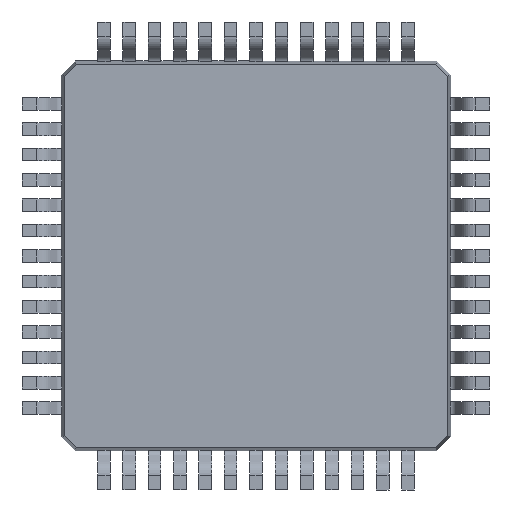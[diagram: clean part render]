
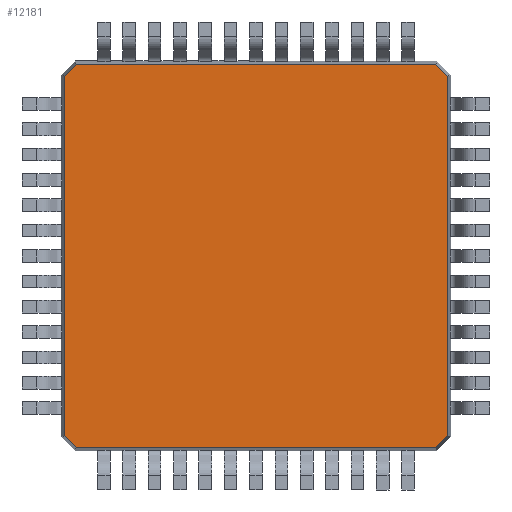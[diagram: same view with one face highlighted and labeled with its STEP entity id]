
A CAD part, front view. The second image highlights one B-rep face of the part: STEP entity #12181.
In plain terms, the highlighted planar face has unit normal (0, -1, 0).
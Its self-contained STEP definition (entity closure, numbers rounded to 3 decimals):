
#2267 = VERTEX_POINT ( 'NONE', #9219 ) ;
#2268 = VERTEX_POINT ( 'NONE', #9217 ) ;
#2284 = EDGE_CURVE ( 'NONE', #2267, #2268, #9306, .T. ) ;
#4964 = VERTEX_POINT ( 'NONE', #11019 ) ;
#4967 = EDGE_CURVE ( 'NONE', #4964, #4968, #11015, .T. ) ;
#4968 = VERTEX_POINT ( 'NONE', #11009 ) ;
#9217 = CARTESIAN_POINT ( 'NONE',  ( 4.603, 0.2, 4.912 ) ) ;
#9219 = CARTESIAN_POINT ( 'NONE',  ( -4.603, 0.2, 4.912 ) ) ;
#9301 = DIRECTION ( 'NONE',  ( 1., 0., 0. ) ) ;
#9303 = VECTOR ( 'NONE', #9301, 1000. ) ;
#9304 = CARTESIAN_POINT ( 'NONE',  ( -4.64, 0.2, 4.912 ) ) ;
#9306 = LINE ( 'NONE', #9304, #9303 ) ;
#11009 = CARTESIAN_POINT ( 'NONE',  ( -4.912, 0.2, 4.603 ) ) ;
#11011 = DIRECTION ( 'NONE',  ( 0., 0., 1. ) ) ;
#11012 = VECTOR ( 'NONE', #11011, 1000. ) ;
#11013 = CARTESIAN_POINT ( 'NONE',  ( -4.912, 0.2, 4.64 ) ) ;
#11015 = LINE ( 'NONE', #11013, #11012 ) ;
#11019 = CARTESIAN_POINT ( 'NONE',  ( -4.912, 0.2, -4.603 ) ) ;
#11433 = VERTEX_POINT ( 'NONE', #24678 ) ;
#11546 = EDGE_CURVE ( 'NONE', #11433, #11548, #24797, .T. ) ;
#11548 = VERTEX_POINT ( 'NONE', #24855 ) ;
#12009 = VERTEX_POINT ( 'NONE', #25266 ) ;
#12012 = EDGE_CURVE ( 'NONE', #12009, #12018, #25265, .T. ) ;
#12018 = VERTEX_POINT ( 'NONE', #25320 ) ;
#12022 = EDGE_CURVE ( 'NONE', #12018, #4964, #25319, .T. ) ;
#12178 = EDGE_CURVE ( 'NONE', #4968, #2267, #25462, .T. ) ;
#12181 = ADVANCED_FACE ( 'NONE', ( #25458 ), #25456, .T. ) ;
#12182 = EDGE_LOOP ( 'NONE', ( #12292, #12294, #12296, #12297, #12298, #12299, #12301, #12302 ) ) ;
#12192 = EDGE_CURVE ( 'NONE', #11548, #12009, #25448, .T. ) ;
#12292 = ORIENTED_EDGE ( 'NONE', *, *, #4967, .F. ) ;
#12294 = ORIENTED_EDGE ( 'NONE', *, *, #12022, .F. ) ;
#12296 = ORIENTED_EDGE ( 'NONE', *, *, #12012, .F. ) ;
#12297 = ORIENTED_EDGE ( 'NONE', *, *, #12192, .F. ) ;
#12298 = ORIENTED_EDGE ( 'NONE', *, *, #11546, .F. ) ;
#12299 = ORIENTED_EDGE ( 'NONE', *, *, #12310, .F. ) ;
#12301 = ORIENTED_EDGE ( 'NONE', *, *, #2284, .F. ) ;
#12302 = ORIENTED_EDGE ( 'NONE', *, *, #12178, .F. ) ;
#12310 = EDGE_CURVE ( 'NONE', #2268, #11433, #25596, .T. ) ;
#24678 = CARTESIAN_POINT ( 'NONE',  ( 4.912, 0.2, 4.603 ) ) ;
#24795 = VECTOR ( 'NONE', #24856, 1000. ) ;
#24796 = CARTESIAN_POINT ( 'NONE',  ( 4.912, 0.2, 4.64 ) ) ;
#24797 = LINE ( 'NONE', #24796, #24795 ) ;
#24855 = CARTESIAN_POINT ( 'NONE',  ( 4.912, 0.2, -4.603 ) ) ;
#24856 = DIRECTION ( 'NONE',  ( 0., 0., -1. ) ) ;
#25262 = DIRECTION ( 'NONE',  ( -1., 0., 0. ) ) ;
#25263 = VECTOR ( 'NONE', #25262, 1000. ) ;
#25264 = CARTESIAN_POINT ( 'NONE',  ( -4.64, 0.2, -4.912 ) ) ;
#25265 = LINE ( 'NONE', #25264, #25263 ) ;
#25266 = CARTESIAN_POINT ( 'NONE',  ( 4.603, 0.2, -4.912 ) ) ;
#25316 = DIRECTION ( 'NONE',  ( -0.707, 0., 0.707 ) ) ;
#25317 = VECTOR ( 'NONE', #25316, 1000. ) ;
#25318 = CARTESIAN_POINT ( 'NONE',  ( -4.938, 0.2, -4.578 ) ) ;
#25319 = LINE ( 'NONE', #25318, #25317 ) ;
#25320 = CARTESIAN_POINT ( 'NONE',  ( -4.603, 0.2, -4.912 ) ) ;
#25446 = VECTOR ( 'NONE', #25508, 1000. ) ;
#25447 = CARTESIAN_POINT ( 'NONE',  ( 4.578, 0.2, -4.938 ) ) ;
#25448 = LINE ( 'NONE', #25447, #25446 ) ;
#25452 = DIRECTION ( 'NONE',  ( 0., 0., -1. ) ) ;
#25453 = DIRECTION ( 'NONE',  ( 0., -1., 0. ) ) ;
#25454 = CARTESIAN_POINT ( 'NONE',  ( -5., 0.2, -5. ) ) ;
#25455 = AXIS2_PLACEMENT_3D ( 'NONE', #25454, #25453, #25452 ) ;
#25456 = PLANE ( 'NONE',  #25455 ) ;
#25458 = FACE_OUTER_BOUND ( 'NONE', #12182, .T. ) ;
#25459 = DIRECTION ( 'NONE',  ( 0.707, 0., 0.707 ) ) ;
#25460 = VECTOR ( 'NONE', #25459, 1000. ) ;
#25461 = CARTESIAN_POINT ( 'NONE',  ( -4.938, 0.2, 4.578 ) ) ;
#25462 = LINE ( 'NONE', #25461, #25460 ) ;
#25508 = DIRECTION ( 'NONE',  ( -0.707, 0., -0.707 ) ) ;
#25591 = DIRECTION ( 'NONE',  ( 0.707, 0., -0.707 ) ) ;
#25592 = VECTOR ( 'NONE', #25591, 1000. ) ;
#25593 = CARTESIAN_POINT ( 'NONE',  ( 4.578, 0.2, 4.938 ) ) ;
#25596 = LINE ( 'NONE', #25593, #25592 ) ;
